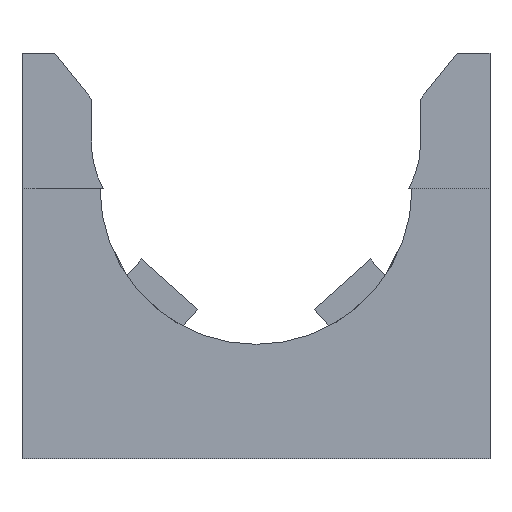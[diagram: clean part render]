
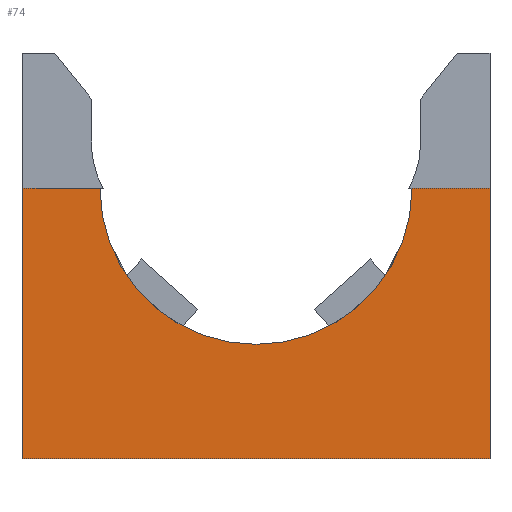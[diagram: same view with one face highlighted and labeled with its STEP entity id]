
A CAD part, top view. The second image highlights one B-rep face of the part: STEP entity #74.
In plain terms, the highlighted planar face has unit normal (0, 0, 1).
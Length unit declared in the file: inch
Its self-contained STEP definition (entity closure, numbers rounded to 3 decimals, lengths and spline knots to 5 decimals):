
#42 = EDGE_CURVE ( 'NONE', #43, #44, #893, .T. ) ;
#43 = VERTEX_POINT ( 'NONE', #884 ) ;
#44 = VERTEX_POINT ( 'NONE', #883 ) ;
#50 = ORIENTED_EDGE ( 'NONE', *, *, #51, .F. ) ;
#51 = EDGE_CURVE ( 'NONE', #327, #43, #876, .T. ) ;
#52 = ORIENTED_EDGE ( 'NONE', *, *, #326, .T. ) ;
#57 = ORIENTED_EDGE ( 'NONE', *, *, #318, .T. ) ;
#58 = ORIENTED_EDGE ( 'NONE', *, *, #225, .T. ) ;
#74 = ADVANCED_FACE ( 'NONE', ( #843 ), #842, .T. ) ;
#75 = EDGE_LOOP ( 'NONE', ( #50, #52, #57, #58, #292, #353 ) ) ;
#223 = VERTEX_POINT ( 'NONE', #903 ) ;
#225 = EDGE_CURVE ( 'NONE', #316, #223, #904, .T. ) ;
#292 = ORIENTED_EDGE ( 'NONE', *, *, #369, .F. ) ;
#316 = VERTEX_POINT ( 'NONE', #1319 ) ;
#318 = EDGE_CURVE ( 'NONE', #324, #316, #1318, .T. ) ;
#324 = VERTEX_POINT ( 'NONE', #1299 ) ;
#326 = EDGE_CURVE ( 'NONE', #327, #324, #1298, .T. ) ;
#327 = VERTEX_POINT ( 'NONE', #1294 ) ;
#353 = ORIENTED_EDGE ( 'NONE', *, *, #42, .F. ) ;
#369 = EDGE_CURVE ( 'NONE', #44, #223, #1161, .T. ) ;
#761 = DIRECTION ( 'NONE',  ( 1., 0., 0. ) ) ;
#762 = DIRECTION ( 'NONE',  ( 0., 0., 1. ) ) ;
#840 = CARTESIAN_POINT ( 'NONE',  ( -1.455, -1.26, 0.75 ) ) ;
#841 = AXIS2_PLACEMENT_3D ( 'NONE', #840, #762, #761 ) ;
#842 = PLANE ( 'NONE',  #841 ) ;
#843 = FACE_OUTER_BOUND ( 'NONE', #75, .T. ) ;
#873 = DIRECTION ( 'NONE',  ( 1., 0., 0. ) ) ;
#874 = VECTOR ( 'NONE', #873, 39.37008 ) ;
#875 = CARTESIAN_POINT ( 'NONE',  ( -1.455, 0.42, 0.75 ) ) ;
#876 = LINE ( 'NONE', #875, #874 ) ;
#883 = CARTESIAN_POINT ( 'NONE',  ( 0.97, 0.42, 0.75 ) ) ;
#884 = CARTESIAN_POINT ( 'NONE',  ( -0.97, 0.42, 0.75 ) ) ;
#885 = DIRECTION ( 'NONE',  ( 1., 0., 0. ) ) ;
#886 = DIRECTION ( 'NONE',  ( 0., 0., 1. ) ) ;
#887 = CARTESIAN_POINT ( 'NONE',  ( 0., 0.42, 0.75 ) ) ;
#888 = AXIS2_PLACEMENT_3D ( 'NONE', #887, #886, #885 ) ;
#893 = CIRCLE ( 'NONE', #888, 0.97 ) ;
#902 = CARTESIAN_POINT ( 'NONE',  ( 1.455, 1.26, 0.75 ) ) ;
#903 = CARTESIAN_POINT ( 'NONE',  ( 1.455, 0.42, 0.75 ) ) ;
#904 = LINE ( 'NONE', #902, #1098 ) ;
#1097 = DIRECTION ( 'NONE',  ( 0., 1., 0. ) ) ;
#1098 = VECTOR ( 'NONE', #1097, 39.37008 ) ;
#1158 = DIRECTION ( 'NONE',  ( 1., 0., 0. ) ) ;
#1159 = VECTOR ( 'NONE', #1158, 39.37008 ) ;
#1160 = CARTESIAN_POINT ( 'NONE',  ( -1.455, 0.42, 0.75 ) ) ;
#1161 = LINE ( 'NONE', #1160, #1159 ) ;
#1294 = CARTESIAN_POINT ( 'NONE',  ( -1.455, 0.42, 0.75 ) ) ;
#1295 = DIRECTION ( 'NONE',  ( 0., -1., 0. ) ) ;
#1296 = VECTOR ( 'NONE', #1295, 39.37008 ) ;
#1297 = CARTESIAN_POINT ( 'NONE',  ( -1.455, 1.26, 0.75 ) ) ;
#1298 = LINE ( 'NONE', #1297, #1296 ) ;
#1299 = CARTESIAN_POINT ( 'NONE',  ( -1.455, -1.26, 0.75 ) ) ;
#1315 = DIRECTION ( 'NONE',  ( 1., 0., 0. ) ) ;
#1316 = VECTOR ( 'NONE', #1315, 39.37008 ) ;
#1317 = CARTESIAN_POINT ( 'NONE',  ( -1.455, -1.26, 0.75 ) ) ;
#1318 = LINE ( 'NONE', #1317, #1316 ) ;
#1319 = CARTESIAN_POINT ( 'NONE',  ( 1.455, -1.26, 0.75 ) ) ;
